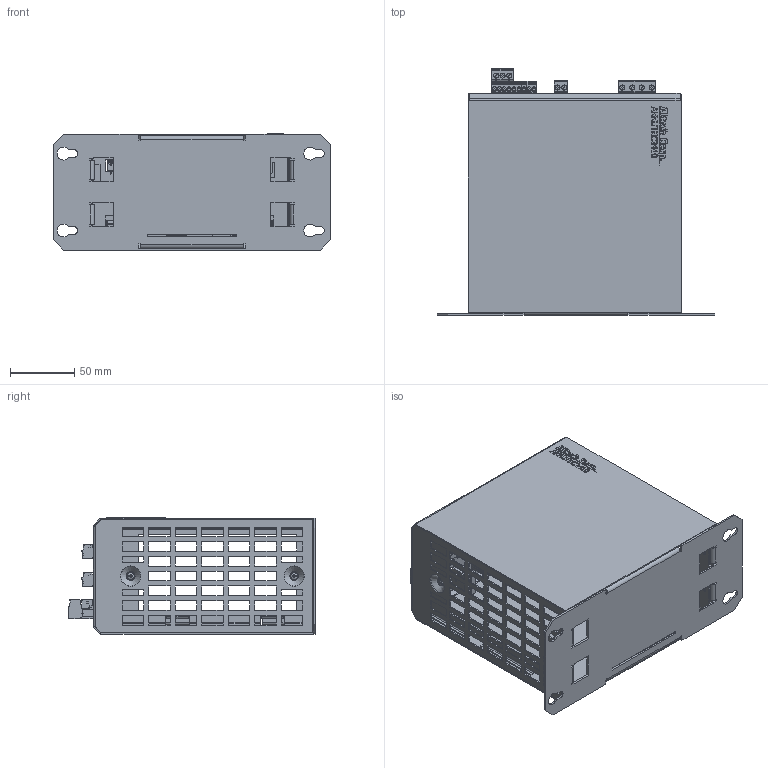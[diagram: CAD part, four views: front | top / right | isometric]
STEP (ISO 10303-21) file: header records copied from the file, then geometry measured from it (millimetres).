
FILE_DESCRIPTION(/* description */ (''),/* implementation_level */ '2;1');
FILE_NAME(/* name */ 'AKKUTEC2410.stp',/* time_stamp */ '2023-06-19T09:55:49-04:00',/* author */ ('altec'),/* organization */ (''),/* preprocessor_version */ 'ST-DEVELOPER v19.2',/* originating_system */ 'Autodesk Inventor 2024',/* authorisation */ '');
FILE_SCHEMA (('AUTOMOTIVE_DESIGN { 1 0 10303 214 3 1 1 }'));
Products named in the file (21): AKKUTEC2410; N33G1K01; N33G1K02; N33G1K03; IC2,5-3-G-5,08; mc_1.5-9-G-3.81; mc_1.5-9-st-3.81; MC 1,5-6-ST-3,81; MC 1,5-6-G-3,81; MC 1,5 2-G-3,5; MC 1,5 2-ST-3,5; IC2,5-3-ST-5,08; GMSTB2,5-4-ST-7,62; MSTB 2,5-2-ST-5,08; MSTB 2,5-3-G-5,08; GMSTB2,5-4-G-7,62; Front 2,5-H-SA5; Front 2,5-Deckel; ISO 7049 - ST2,9 x 6,5 - F - HDIN ISO; N33G1K04; AKKUTEC Altech Logo
Assembly tree (23 placements, depth 2):
  AKKUTEC2410
    N33G1K01
    N33G1K02
    N33G1K03
    IC2,5-3-G-5,08
    mc_1.5-9-G-3.81
    mc_1.5-9-st-3.81
    MC 1,5-6-ST-3,81
    MC 1,5-6-G-3,81
    MC 1,5 2-G-3,5
    MC 1,5 2-ST-3,5
    IC2,5-3-ST-5,08
    GMSTB2,5-4-ST-7,62
    MSTB 2,5-2-ST-5,08
    MSTB 2,5-3-G-5,08
    GMSTB2,5-4-G-7,62
    Front 2,5-H-SA5
    Front 2,5-Deckel
    ISO 7049 - ST2,9 x 6,5 - F - HDIN ISO  x4
    N33G1K04
    AKKUTEC Altech Logo
Bounding box: 216.5 x 192.39 x 90.6 mm (x, y, z)
Volume: 158870.6 mm3; surface area: 287063.7 mm2
Topology: 172 solids, 172 shells, 7386 faces, 18641 edges, 12026 vertices
Faces by surface type: plane 5409, cylinder 1002, bspline 713, cone 131, torus 91, sphere 40
Full cylindrical faces by diameter (mm): 0.434 x2, 0.457 x9, 0.609 x2, 1.2 x19, 1.25 x17, 1.4 x19, 1.5 x5, 1.6 x28, 2 x1, 2.4 x11, 2.8 x29, 2.9 x21, 3 x8, 3.6 x1, 3.783 x6, 3.8 x3, 4 x13
Entity records: 230530 total; most frequent: CARTESIAN_POINT 52071, ORIENTED_EDGE 36766, DIRECTION 32837, EDGE_CURVE 18383, LINE 13911, VECTOR 13911, VERTEX_POINT 11877, AXIS2_PLACEMENT_3D 9463
